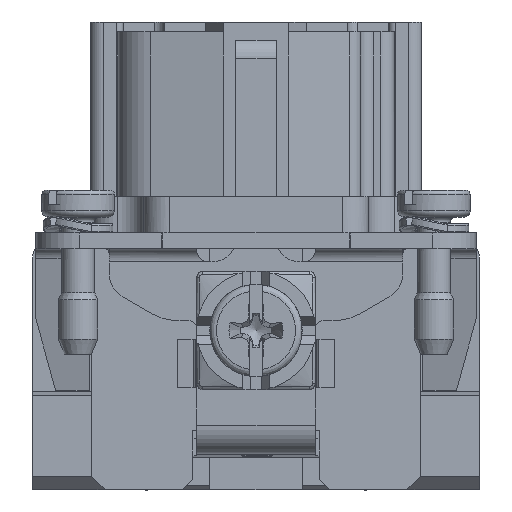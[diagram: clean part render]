
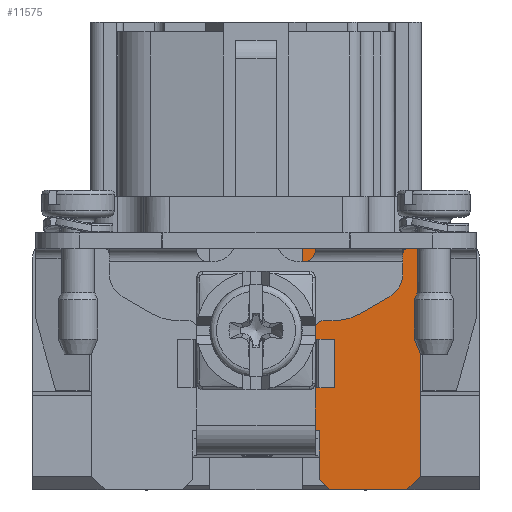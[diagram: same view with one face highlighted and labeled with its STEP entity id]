
A CAD part, left-side view. The second image highlights one B-rep face of the part: STEP entity #11575.
In plain terms, the highlighted planar face has unit normal (-1, 0, 0).
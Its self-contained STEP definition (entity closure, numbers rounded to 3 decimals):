
#5097=FACE_OUTER_BOUND('',#14746,.T.);
#6209=LINE('',#50020,#8757);
#6223=LINE('',#50049,#8771);
#6676=LINE('',#51096,#9224);
#6713=LINE('',#51199,#9261);
#7000=LINE('',#52078,#9548);
#7312=LINE('',#52852,#9860);
#7313=LINE('',#52854,#9861);
#7314=LINE('',#52856,#9862);
#7315=LINE('',#52857,#9863);
#7316=LINE('',#52859,#9864);
#8757=VECTOR('',#36085,1.);
#8771=VECTOR('',#36105,1.);
#9224=VECTOR('',#36790,1.);
#9261=VECTOR('',#36863,1.);
#9548=VECTOR('',#37542,1.);
#9860=VECTOR('',#38294,1.);
#9861=VECTOR('',#38295,1.);
#9862=VECTOR('',#38296,1.);
#9863=VECTOR('',#38297,1.);
#9864=VECTOR('',#38298,1.);
#11575=ADVANCED_FACE('',(#5097),#13028,.T.);
#13028=PLANE('',#34409);
#14746=EDGE_LOOP('',(#18236,#18237,#18238,#18239,#18240,#18241,#18242,#18243,
#18244,#18245));
#18236=ORIENTED_EDGE('',*,*,#27986,.F.);
#18237=ORIENTED_EDGE('',*,*,#27413,.T.);
#18238=ORIENTED_EDGE('',*,*,#27399,.F.);
#18239=ORIENTED_EDGE('',*,*,#28795,.F.);
#18240=ORIENTED_EDGE('',*,*,#28796,.F.);
#18241=ORIENTED_EDGE('',*,*,#28797,.F.);
#18242=ORIENTED_EDGE('',*,*,#28423,.F.);
#18243=ORIENTED_EDGE('',*,*,#28798,.T.);
#18244=ORIENTED_EDGE('',*,*,#28799,.T.);
#18245=ORIENTED_EDGE('',*,*,#27934,.F.);
#24575=VERTEX_POINT('',#50019);
#24576=VERTEX_POINT('',#50021);
#24588=VERTEX_POINT('',#50050);
#25065=VERTEX_POINT('',#51095);
#25066=VERTEX_POINT('',#51097);
#25509=VERTEX_POINT('',#52077);
#25510=VERTEX_POINT('',#52079);
#25752=VERTEX_POINT('',#52853);
#25753=VERTEX_POINT('',#52855);
#25754=VERTEX_POINT('',#52858);
#27399=EDGE_CURVE('',#24575,#24576,#6209,.T.);
#27413=EDGE_CURVE('',#24588,#24576,#6223,.T.);
#27934=EDGE_CURVE('',#25065,#25066,#6676,.T.);
#27986=EDGE_CURVE('',#24588,#25065,#6713,.T.);
#28423=EDGE_CURVE('',#25509,#25510,#7000,.T.);
#28795=EDGE_CURVE('',#25752,#24575,#7312,.T.);
#28796=EDGE_CURVE('',#25753,#25752,#7313,.T.);
#28797=EDGE_CURVE('',#25510,#25753,#7314,.T.);
#28798=EDGE_CURVE('',#25509,#25754,#7315,.T.);
#28799=EDGE_CURVE('',#25754,#25066,#7316,.T.);
#34409=AXIS2_PLACEMENT_3D('',#52860,#38299,#38300);
#36085=DIRECTION('',(0.,0.,1.));
#36105=DIRECTION('',(0.,1.,0.));
#36790=DIRECTION('',(0.,-1.,0.));
#36863=DIRECTION('',(0.,0.,1.));
#37542=DIRECTION('',(0.,1.,0.));
#38294=DIRECTION('',(0.,1.,0.));
#38295=DIRECTION('',(0.,0.,1.));
#38296=DIRECTION('',(0.,0.707,0.707));
#38297=DIRECTION('',(0.,-0.707,0.707));
#38298=DIRECTION('',(0.,0.,1.));
#38299=DIRECTION('',(-1.,0.,0.));
#38300=DIRECTION('',(0.,0.,1.));
#50019=CARTESIAN_POINT('',(-44.875,-3.525,-13.8));
#50020=CARTESIAN_POINT('',(-44.875,-3.525,-18.4));
#50021=CARTESIAN_POINT('',(-44.875,-3.525,0.05));
#50049=CARTESIAN_POINT('',(-44.875,-4.275,0.05));
#50050=CARTESIAN_POINT('',(-44.875,-4.275,0.05));
#51095=CARTESIAN_POINT('',(-44.875,-4.275,1.2));
#51096=CARTESIAN_POINT('',(-44.875,-4.275,1.2));
#51097=CARTESIAN_POINT('',(-44.875,-12.45,1.2));
#51199=CARTESIAN_POINT('',(-44.875,-4.275,0.05));
#52077=CARTESIAN_POINT('',(-44.875,-11.45,-18.3));
#52078=CARTESIAN_POINT('',(-44.875,16.3,-18.3));
#52079=CARTESIAN_POINT('',(-44.875,-5.6,-18.3));
#52852=CARTESIAN_POINT('',(-44.875,-4.275,-13.8));
#52853=CARTESIAN_POINT('',(-44.875,-4.8,-13.8));
#52854=CARTESIAN_POINT('',(-44.875,-4.8,0.05));
#52855=CARTESIAN_POINT('',(-44.875,-4.8,-17.5));
#52856=CARTESIAN_POINT('',(-44.875,-4.8,-17.5));
#52857=CARTESIAN_POINT('',(-44.875,-17.038,-12.712));
#52858=CARTESIAN_POINT('',(-44.875,-12.45,-17.3));
#52859=CARTESIAN_POINT('',(-44.875,-12.45,-18.05));
#52860=CARTESIAN_POINT('',(-44.875,-4.275,0.05));
